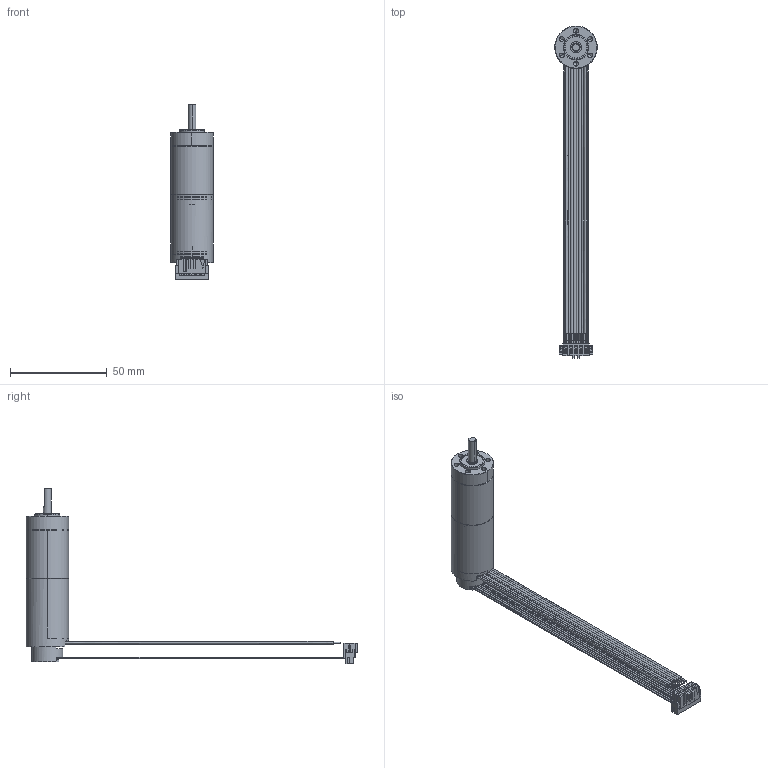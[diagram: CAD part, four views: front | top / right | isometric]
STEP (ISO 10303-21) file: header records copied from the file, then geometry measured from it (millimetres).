
FILE_DESCRIPTION((''),'2;1');
FILE_NAME('4611180000636_SW0001','2023-02-14T14:55:06',('ms27786'),(''),'CREO PARAMETRIC BY PTC INC, 2018100','CREO PARAMETRIC BY PTC INC, 2018100','');
FILE_SCHEMA(('CONFIG_CONTROL_DESIGN'));
Length unit declared in the file: millimetre
Products named in the file (1): 4611180000636_SW0001
Bounding box: 22 x 171.88 x 91.08 mm (x, y, z)
Volume: 16413.8 mm3; surface area: 26343.7 mm2
Topology: 1 solids, 3 shells, 2061 faces, 5764 edges, 3770 vertices
Faces by surface type: plane 1053, cylinder 541, cone 219, extrusion 152, torus 48, bspline 48
Entity records: 72998 total; most frequent: CARTESIAN_POINT 20012, ORIENTED_EDGE 11488, DIRECTION 10419, EDGE_CURVE 5744, VERTEX_POINT 3772, VECTOR 3659, LINE 3507, AXIS2_PLACEMENT_3D 3380
